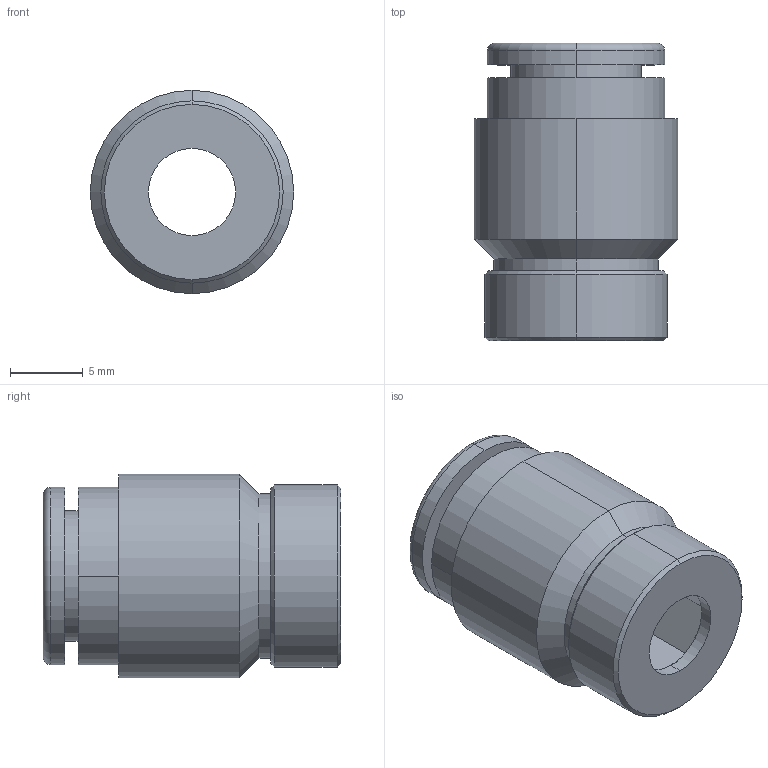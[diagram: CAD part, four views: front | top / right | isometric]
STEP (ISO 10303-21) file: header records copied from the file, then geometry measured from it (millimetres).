
FILE_DESCRIPTION (( 'STEP AP214' ), '1' );
FILE_NAME ('KQ2S08-U02A.step.step', '2016-09-06T13:23:44', ( 'Windows User' ), ( '' ), 'SwSTEP 2.0', 'SolidWorks 2016', '' );
FILE_SCHEMA (( 'AUTOMOTIVE_DESIGN' ));
Length unit declared in the file: millimetre
Products named in the file (2): KQ2S08-U02A.step; KQ2S08-U02A.step_KQ2S_08-02
Assembly tree (1 placements, depth 2):
  KQ2S08-U02A.step
    KQ2S08-U02A.step_KQ2S_08-02
Bounding box: 14 x 20.5 x 14 mm (x, y, z)
Volume: 1775.5 mm3; surface area: 1663.1 mm2
Topology: 1 solids, 1 shells, 45 faces, 94 edges, 56 vertices
Faces by surface type: plane 19, cylinder 16, cone 6, torus 4
Entity records: 1530 total; most frequent: DIRECTION 240, CARTESIAN_POINT 199, ORIENTED_EDGE 188, AXIS2_PLACEMENT_3D 97, EDGE_CURVE 94, VERTEX_POINT 56, EDGE_LOOP 52, CIRCLE 48
